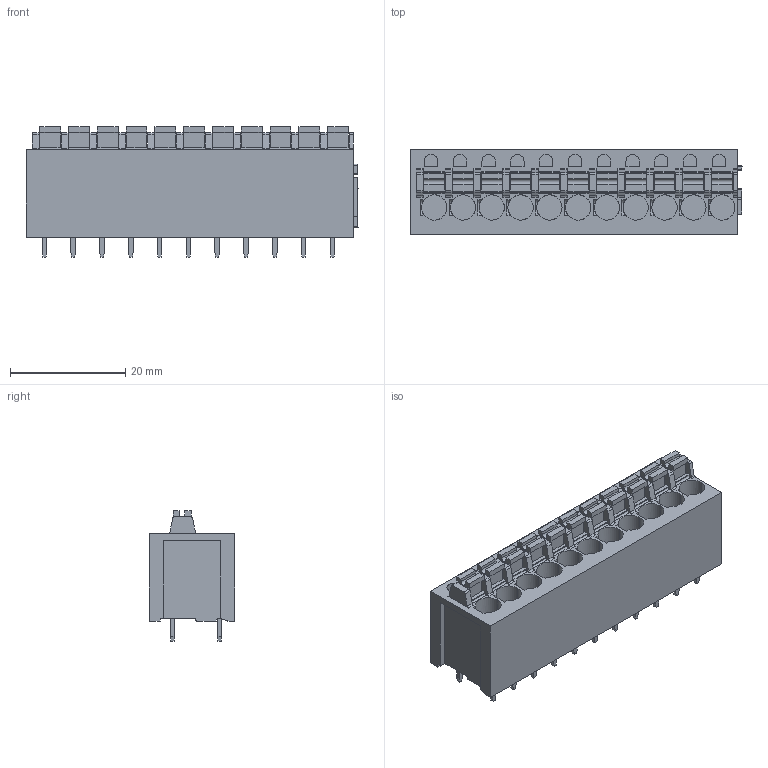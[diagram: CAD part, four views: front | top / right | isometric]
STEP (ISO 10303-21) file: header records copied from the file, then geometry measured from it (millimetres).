
FILE_DESCRIPTION(('CATIA V5 STEP Exchange','CAx-IF Rec.Pracs.--- Model Styling and Organization---1.4--- 2014-01-23'),'2;1');
FILE_NAME ('D1491539_0_1425130000_1425130000.stp','2021-06-28T09:24:55+00:00',('none'),('Weidmueller'),'CATIA Version 5-6 Release 2016 SP3 HF44','CATIA V5 STEP AP214','none');
FILE_SCHEMA(('AUTOMOTIVE_DESIGN { 1 0 10303 214 1 1 1 1 }'));
Length unit declared in the file: millimetre
Products named in the file (1): 1425130000
Bounding box: 57.65 x 14.8 x 22.7 mm (x, y, z)
Volume: 11819.4 mm3; surface area: 7128.1 mm2
Topology: 34 solids, 34 shells, 775 faces, 2046 edges, 1364 vertices
Faces by surface type: plane 591, cylinder 184
Entity records: 22962 total; most frequent: ORIENTED_EDGE 4092, CARTESIAN_POINT 4075, DIRECTION 3017, EDGE_CURVE 2046, VECTOR 1656, LINE 1656, VERTEX_POINT 1364, AXIS2_PLACEMENT_3D 863
